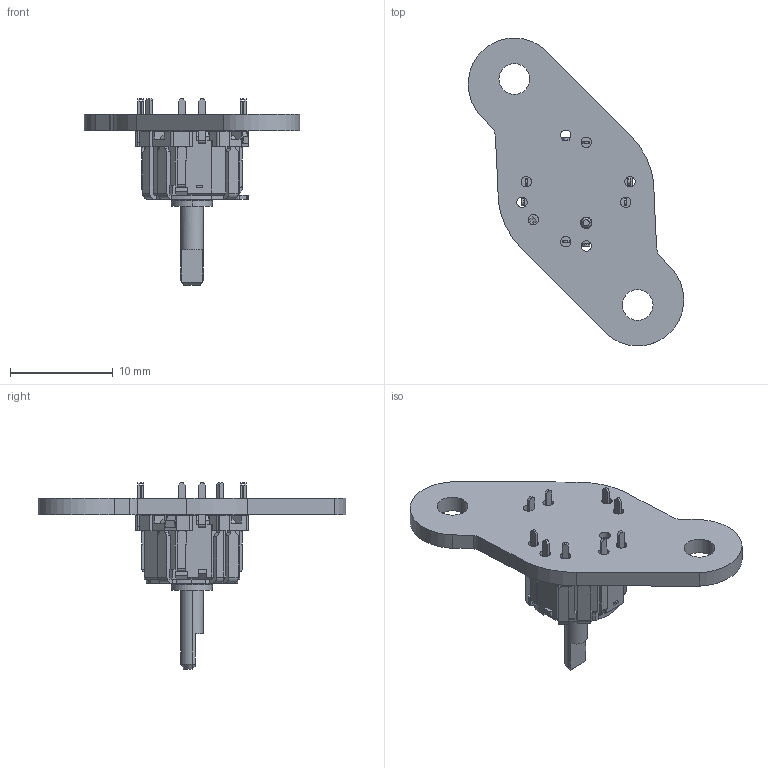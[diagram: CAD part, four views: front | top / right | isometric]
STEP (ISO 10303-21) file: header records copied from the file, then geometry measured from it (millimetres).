
FILE_DESCRIPTION(('KiCad electronic assembly'),'2;1');
FILE_NAME('HAT_SWITCH_BREAKOUT.step','2020-06-08T02:25:04',('An Author') ,('A Company'),'Open CASCADE STEP processor 6.9', 'KiCad to STEP converter','Unknown');
FILE_SCHEMA(('AUTOMOTIVE_DESIGN { 1 0 10303 214 1 1 1 1 }'));
Length unit declared in the file: millimetre
Products named in the file (4): Open CASCADE STEP translator 6.9 1; RKJXM1015004; SOLID; COMPOUND
Assembly tree (3 placements, depth 3):
  Open CASCADE STEP translator 6.9 1
    RKJXM1015004
      SOLID
    COMPOUND
Bounding box: 20.98 x 29.98 x 18.2 mm (x, y, z)
Volume: 1056.6 mm3; surface area: 1453.4 mm2
Topology: 2 solids, 2 shells, 537 faces, 1458 edges, 939 vertices
Faces by surface type: plane 448, cylinder 78, cone 5, bspline 4, revolution 2
Full cylindrical faces by diameter (mm): 1 x9, 1.1 x1, 3 x2
Entity records: 39797 total; most frequent: CARTESIAN_POINT 6696, DIRECTION 5508, LINE 3989, VECTOR 3989, ORIENTED_EDGE 2916, PCURVE 2916, DEFINITIONAL_REPRESENTATION 2916, EDGE_CURVE 1458
